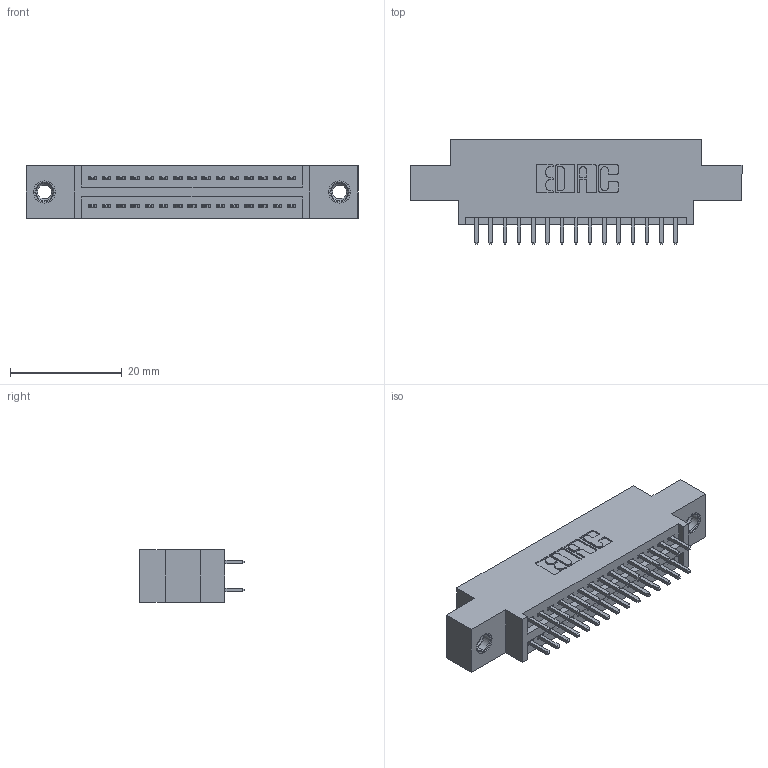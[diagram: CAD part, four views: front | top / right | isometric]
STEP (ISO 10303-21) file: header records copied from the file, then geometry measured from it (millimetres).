
FILE_DESCRIPTION (( 'STEP AP203' ), '1' );
FILE_NAME ('395-030-521-807.STEP', '2019-10-17T13:57:14', ( '' ), ( '' ), 'SwSTEP 2.0', 'SolidWorks 2016', '' );
FILE_SCHEMA (( 'CONFIG_CONTROL_DESIGN' ));
Length unit declared in the file: inch
Products named in the file (4): 395-030-521-807; 345 Part_0.170 Offset - 0.156 Dia-TI; 345-292-001_345-293-121; 345-250-001_345-250-005-103
Assembly tree (33 placements, depth 2):
  395-030-521-807
    345 Part_0.170 Offset - 0.156 Dia-TI
    345-292-001_345-293-121  x30
    345-250-001_345-250-005-103  x2
Bounding box: 59.31 x 18.72 x 9.4 mm (x, y, z)
Volume: 5371.6 mm3; surface area: 7508.8 mm2
Topology: 33 solids, 33 shells, 1690 faces, 4959 edges, 3258 vertices
Faces by surface type: plane 1106, cylinder 568, cone 12, torus 4
Entity records: 16740 total; most frequent: CARTESIAN_POINT 2815, ORIENTED_EDGE 2742, DIRECTION 2541, EDGE_CURVE 1371, LINE 1159, VECTOR 1159, VERTEX_POINT 908, AXIS2_PLACEMENT_3D 691
